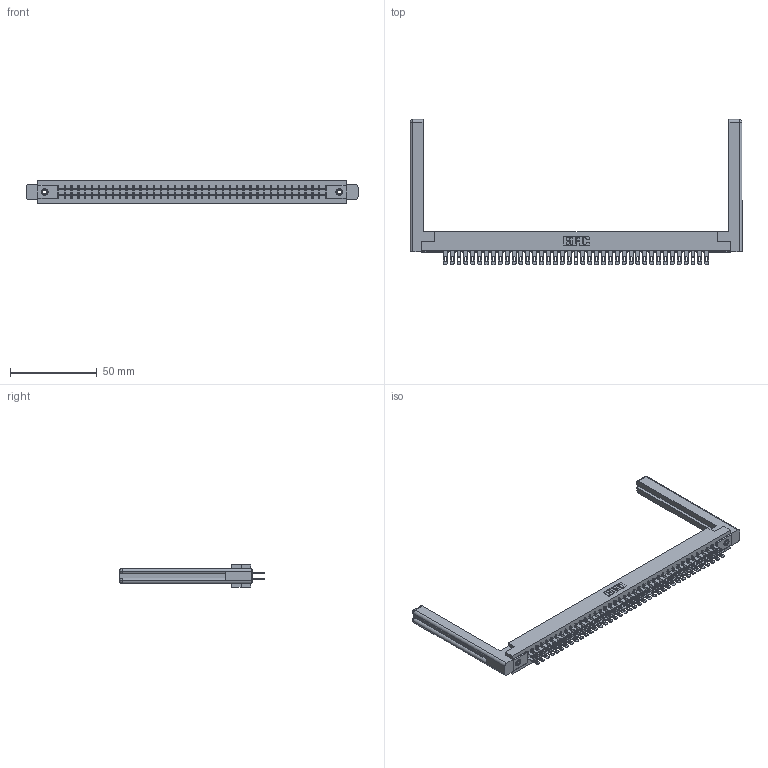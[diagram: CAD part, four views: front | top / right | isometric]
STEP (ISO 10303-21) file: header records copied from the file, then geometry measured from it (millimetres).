
FILE_DESCRIPTION (( 'STEP AP203' ), '1' );
FILE_NAME ('355-078-500-558.STEP', '2019-09-13T13:44:02', ( '' ), ( '' ), 'SwSTEP 2.0', 'SolidWorks 2016', '' );
FILE_SCHEMA (( 'CONFIG_CONTROL_DESIGN' ));
Length unit declared in the file: inch
Products named in the file (5): 305-290-001_500; 345-250-001_345-250-001-102; 307-220-058; 355-078-500-558; 305 Part_.156 Dia
Assembly tree (83 placements, depth 2):
  355-078-500-558
    305 Part_.156 Dia
    305-290-001_500  x78
    345-250-001_345-250-001-102  x2
    307-220-058  x2
Bounding box: 191.16 x 83.49 x 12.7 mm (x, y, z)
Volume: 26783.2 mm3; surface area: 32149.2 mm2
Topology: 83 solids, 83 shells, 4158 faces, 11863 edges, 7686 vertices
Faces by surface type: plane 2336, cylinder 1642, sphere 156, cone 12, torus 12
Entity records: 45247 total; most frequent: CARTESIAN_POINT 7502, ORIENTED_EDGE 7388, DIRECTION 7224, EDGE_CURVE 3694, LINE 2972, VECTOR 2972, VERTEX_POINT 2350, AXIS2_PLACEMENT_3D 2126
